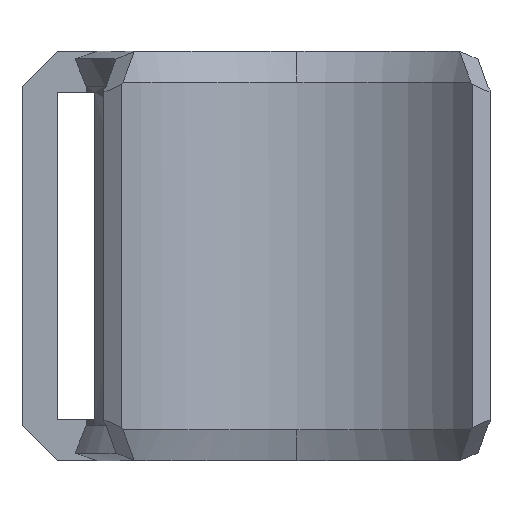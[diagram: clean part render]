
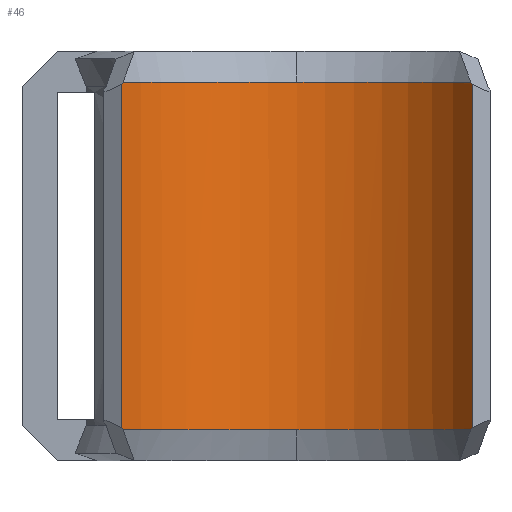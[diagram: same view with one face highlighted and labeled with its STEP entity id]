
A CAD part, front view. The second image highlights one B-rep face of the part: STEP entity #46.
In plain terms, the highlighted free-form (B-spline) face has degree [1, 2] with [2, 9] control points.
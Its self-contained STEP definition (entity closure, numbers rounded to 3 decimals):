
#46=ADVANCED_FACE('',(#108),#936,.T.);
#108=FACE_OUTER_BOUND('',#168,.T.);
#168=EDGE_LOOP('',(#362,#363,#364,#365,#366,#367,#368,#369,#370,#371));
#362=ORIENTED_EDGE('',*,*,#580,.T.);
#363=ORIENTED_EDGE('',*,*,#583,.T.);
#364=ORIENTED_EDGE('',*,*,#584,.F.);
#365=ORIENTED_EDGE('',*,*,#586,.F.);
#366=ORIENTED_EDGE('',*,*,#589,.T.);
#367=ORIENTED_EDGE('',*,*,#585,.T.);
#368=ORIENTED_EDGE('',*,*,#587,.T.);
#369=ORIENTED_EDGE('',*,*,#581,.T.);
#370=ORIENTED_EDGE('',*,*,#582,.F.);
#371=ORIENTED_EDGE('',*,*,#588,.T.);
#580=EDGE_CURVE('',#852,#853,#673,.T.);
#581=EDGE_CURVE('',#854,#855,#750,.T.);
#582=EDGE_CURVE('',#856,#855,#751,.T.);
#583=EDGE_CURVE('',#853,#857,#752,.T.);
#584=EDGE_CURVE('',#858,#857,#753,.T.);
#585=EDGE_CURVE('',#859,#860,#674,.T.);
#586=EDGE_CURVE('',#861,#858,#754,.T.);
#587=EDGE_CURVE('',#860,#854,#755,.T.);
#588=EDGE_CURVE('',#856,#852,#675,.T.);
#589=EDGE_CURVE('',#861,#859,#676,.T.);
#673=(
BOUNDED_CURVE()
B_SPLINE_CURVE(2,(#2405,#2406,#2407),.UNSPECIFIED.,.F.,.F.)
B_SPLINE_CURVE_WITH_KNOTS((3,3),(3.142,4.113),
 .UNSPECIFIED.)
CURVE()
GEOMETRIC_REPRESENTATION_ITEM()
RATIONAL_B_SPLINE_CURVE((1.,0.884,1.))
REPRESENTATION_ITEM('')
);
#674=(
BOUNDED_CURVE()
B_SPLINE_CURVE(2,(#2420,#2421,#2422),.UNSPECIFIED.,.F.,.F.)
B_SPLINE_CURVE_WITH_KNOTS((3,3),(3.142,4.113),
 .UNSPECIFIED.)
CURVE()
GEOMETRIC_REPRESENTATION_ITEM()
RATIONAL_B_SPLINE_CURVE((1.,0.884,1.))
REPRESENTATION_ITEM('')
);
#675=(
BOUNDED_CURVE()
B_SPLINE_CURVE(2,(#2431,#2432,#2433),.UNSPECIFIED.,.F.,.F.)
B_SPLINE_CURVE_WITH_KNOTS((3,3),(2.17,3.142),
 .UNSPECIFIED.)
CURVE()
GEOMETRIC_REPRESENTATION_ITEM()
RATIONAL_B_SPLINE_CURVE((1.,0.884,1.))
REPRESENTATION_ITEM('')
);
#676=(
BOUNDED_CURVE()
B_SPLINE_CURVE(2,(#2434,#2435,#2436),.UNSPECIFIED.,.F.,.F.)
B_SPLINE_CURVE_WITH_KNOTS((3,3),(2.17,3.142),
 .UNSPECIFIED.)
CURVE()
GEOMETRIC_REPRESENTATION_ITEM()
RATIONAL_B_SPLINE_CURVE((1.,0.884,1.))
REPRESENTATION_ITEM('')
);
#750=B_SPLINE_CURVE_WITH_KNOTS('',1,(#2408,#2409),.UNSPECIFIED.,.F.,.F.,
(2,2),(-14.658,14.658),.UNSPECIFIED.);
#751=B_SPLINE_CURVE_WITH_KNOTS('',3,(#2410,#2411,#2412,#2413),
 .UNSPECIFIED.,.F.,.F.,(4,4),(0.93,1.199),
 .UNSPECIFIED.);
#752=B_SPLINE_CURVE_WITH_KNOTS('',3,(#2414,#2415,#2416,#2417),
 .UNSPECIFIED.,.F.,.F.,(4,4),(0.93,1.199),
 .UNSPECIFIED.);
#753=B_SPLINE_CURVE_WITH_KNOTS('',1,(#2418,#2419),.UNSPECIFIED.,.F.,.F.,
(2,2),(-14.658,14.658),.UNSPECIFIED.);
#754=B_SPLINE_CURVE_WITH_KNOTS('',3,(#2423,#2424,#2425,#2426),
 .UNSPECIFIED.,.F.,.F.,(4,4),(0.93,1.199),
 .UNSPECIFIED.);
#755=B_SPLINE_CURVE_WITH_KNOTS('',3,(#2427,#2428,#2429,#2430),
 .UNSPECIFIED.,.F.,.F.,(4,4),(0.93,1.199),
 .UNSPECIFIED.);
#852=VERTEX_POINT('',#2361);
#853=VERTEX_POINT('',#2362);
#854=VERTEX_POINT('',#2363);
#855=VERTEX_POINT('',#2364);
#856=VERTEX_POINT('',#2365);
#857=VERTEX_POINT('',#2366);
#858=VERTEX_POINT('',#2367);
#859=VERTEX_POINT('',#2368);
#860=VERTEX_POINT('',#2369);
#861=VERTEX_POINT('',#2370);
#936=(
BOUNDED_SURFACE()
B_SPLINE_SURFACE(1,2,((#1911,#1912,#1913,#1914,#1915,#1916,#1917,#1918,
#1919),(#1920,#1921,#1922,#1923,#1924,#1925,#1926,#1927,#1928)),
 .UNSPECIFIED.,.F.,.F.,.F.)
B_SPLINE_SURFACE_WITH_KNOTS((2,2),(3,2,2,2,3),(0.,35.649),(0.,
1.571,3.142,4.712,6.283),
 .UNSPECIFIED.)
GEOMETRIC_REPRESENTATION_ITEM()
RATIONAL_B_SPLINE_SURFACE(((1.,0.707,1.,0.707,1.,
0.707,1.,0.707,1.),(1.,0.707,1.,0.707,
1.,0.707,1.,0.707,1.)))
REPRESENTATION_ITEM('')
SURFACE()
);
#1911=CARTESIAN_POINT('',(18.,-18.,-17.824));
#1912=CARTESIAN_POINT('',(18.,0.,-17.824));
#1913=CARTESIAN_POINT('',(0.,0.,-17.824));
#1914=CARTESIAN_POINT('',(-18.,0.,-17.824));
#1915=CARTESIAN_POINT('',(-18.,-18.,-17.824));
#1916=CARTESIAN_POINT('',(-18.,-36.,-17.824));
#1917=CARTESIAN_POINT('',(0.,-36.,-17.824));
#1918=CARTESIAN_POINT('',(18.,-36.,-17.824));
#1919=CARTESIAN_POINT('',(18.,-18.,-17.824));
#1920=CARTESIAN_POINT('',(18.,-18.,17.824));
#1921=CARTESIAN_POINT('',(18.,0.,17.824));
#1922=CARTESIAN_POINT('',(0.,0.,17.824));
#1923=CARTESIAN_POINT('',(-18.,0.,17.824));
#1924=CARTESIAN_POINT('',(-18.,-18.,17.824));
#1925=CARTESIAN_POINT('',(-18.,-36.,17.824));
#1926=CARTESIAN_POINT('',(0.,-36.,17.824));
#1927=CARTESIAN_POINT('',(18.,-36.,17.824));
#1928=CARTESIAN_POINT('',(18.,-18.,17.824));
#2361=CARTESIAN_POINT('',(0.,0.,-14.853));
#2362=CARTESIAN_POINT('',(14.862,-7.845,-14.853));
#2363=CARTESIAN_POINT('',(-14.967,-8.,14.658));
#2364=CARTESIAN_POINT('',(-14.967,-8.,-14.658));
#2365=CARTESIAN_POINT('',(-14.862,-7.845,-14.853));
#2366=CARTESIAN_POINT('',(14.967,-8.,-14.658));
#2367=CARTESIAN_POINT('',(14.967,-8.,14.658));
#2368=CARTESIAN_POINT('',(0.,0.,14.853));
#2369=CARTESIAN_POINT('',(-14.862,-7.845,14.853));
#2370=CARTESIAN_POINT('',(14.862,-7.845,14.853));
#2405=CARTESIAN_POINT('',(0.,0.,-14.853));
#2406=CARTESIAN_POINT('',(9.501,0.,-14.853));
#2407=CARTESIAN_POINT('',(14.862,-7.845,-14.853));
#2408=CARTESIAN_POINT('',(-14.967,-8.,14.658));
#2409=CARTESIAN_POINT('',(-14.967,-8.,-14.658));
#2410=CARTESIAN_POINT('',(-14.862,-7.845,-14.853));
#2411=CARTESIAN_POINT('',(-14.897,-7.896,-14.788));
#2412=CARTESIAN_POINT('',(-14.932,-7.948,-14.723));
#2413=CARTESIAN_POINT('',(-14.967,-8.,-14.658));
#2414=CARTESIAN_POINT('',(14.862,-7.845,-14.853));
#2415=CARTESIAN_POINT('',(14.897,-7.896,-14.788));
#2416=CARTESIAN_POINT('',(14.932,-7.948,-14.723));
#2417=CARTESIAN_POINT('',(14.967,-8.,-14.658));
#2418=CARTESIAN_POINT('',(14.967,-8.,14.658));
#2419=CARTESIAN_POINT('',(14.967,-8.,-14.658));
#2420=CARTESIAN_POINT('',(0.,0.,14.853));
#2421=CARTESIAN_POINT('',(-9.501,0.,14.853));
#2422=CARTESIAN_POINT('',(-14.862,-7.845,14.853));
#2423=CARTESIAN_POINT('',(14.862,-7.845,14.853));
#2424=CARTESIAN_POINT('',(14.897,-7.896,14.788));
#2425=CARTESIAN_POINT('',(14.932,-7.948,14.723));
#2426=CARTESIAN_POINT('',(14.967,-8.,14.658));
#2427=CARTESIAN_POINT('',(-14.862,-7.845,14.853));
#2428=CARTESIAN_POINT('',(-14.897,-7.896,14.788));
#2429=CARTESIAN_POINT('',(-14.932,-7.948,14.723));
#2430=CARTESIAN_POINT('',(-14.967,-8.,14.658));
#2431=CARTESIAN_POINT('',(-14.862,-7.845,-14.853));
#2432=CARTESIAN_POINT('',(-9.501,0.,-14.853));
#2433=CARTESIAN_POINT('',(0.,0.,-14.853));
#2434=CARTESIAN_POINT('',(14.862,-7.845,14.853));
#2435=CARTESIAN_POINT('',(9.501,0.,14.853));
#2436=CARTESIAN_POINT('',(0.,0.,14.853));
